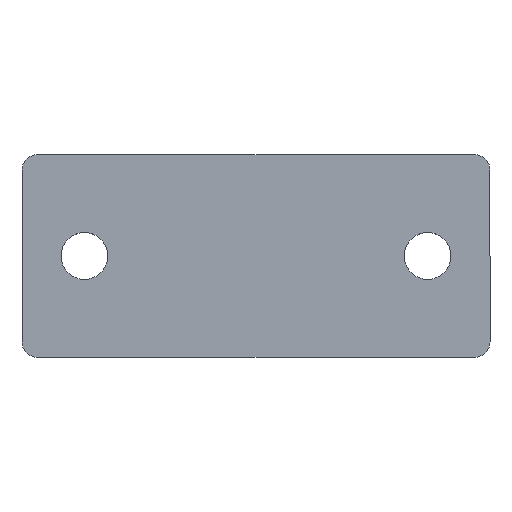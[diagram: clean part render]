
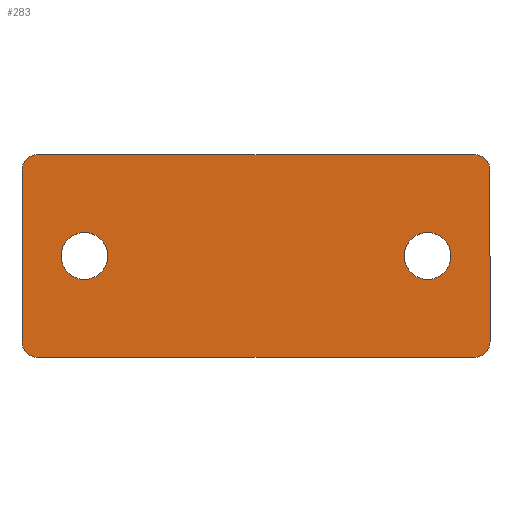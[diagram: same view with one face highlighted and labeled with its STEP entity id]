
A CAD part, top view. The second image highlights one B-rep face of the part: STEP entity #283.
In plain terms, the highlighted planar face has unit normal (0, 0, 1).
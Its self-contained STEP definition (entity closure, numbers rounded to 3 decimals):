
#5 = VERTEX_POINT ( 'NONE', #385 ) ;
#9 = CIRCLE ( 'NONE', #474, 7.5 ) ;
#13 = EDGE_CURVE ( 'NONE', #436, #55, #396, .T. ) ;
#19 = CIRCLE ( 'NONE', #168, 7.5 ) ;
#23 = DIRECTION ( 'NONE',  ( 0., 0., 1. ) ) ;
#26 = DIRECTION ( 'NONE',  ( 1., 0., 0. ) ) ;
#28 = EDGE_CURVE ( 'NONE', #96, #445, #440, .T. ) ;
#29 = CARTESIAN_POINT ( 'NONE',  ( -75., 5., 10. ) ) ;
#30 = DIRECTION ( 'NONE',  ( 1., 0., 0. ) ) ;
#36 = CARTESIAN_POINT ( 'NONE',  ( -70., 65., 10. ) ) ;
#52 = EDGE_CURVE ( 'NONE', #55, #5, #320, .T. ) ;
#55 = VERTEX_POINT ( 'NONE', #303 ) ;
#58 = EDGE_CURVE ( 'NONE', #173, #491, #261, .T. ) ;
#60 = CARTESIAN_POINT ( 'NONE',  ( 70., 5., 10. ) ) ;
#75 = ORIENTED_EDGE ( 'NONE', *, *, #157, .F. ) ;
#77 = EDGE_LOOP ( 'NONE', ( #374, #338 ) ) ;
#78 = DIRECTION ( 'NONE',  ( 0., 0., 1. ) ) ;
#80 = DIRECTION ( 'NONE',  ( 0., 0., 1. ) ) ;
#86 = VERTEX_POINT ( 'NONE', #402 ) ;
#87 = CARTESIAN_POINT ( 'NONE',  ( -62.5, 32.5, 10. ) ) ;
#88 = EDGE_CURVE ( 'NONE', #5, #173, #286, .T. ) ;
#92 = CARTESIAN_POINT ( 'NONE',  ( 75., 5., 10. ) ) ;
#96 = VERTEX_POINT ( 'NONE', #481 ) ;
#97 = EDGE_CURVE ( 'NONE', #441, #346, #9, .T. ) ;
#105 = VERTEX_POINT ( 'NONE', #154 ) ;
#125 = ORIENTED_EDGE ( 'NONE', *, *, #52, .T. ) ;
#138 = PLANE ( 'NONE',  #483 ) ;
#139 = CARTESIAN_POINT ( 'NONE',  ( 70., 60., 10. ) ) ;
#149 = DIRECTION ( 'NONE',  ( 1., 0., 0. ) ) ;
#154 = CARTESIAN_POINT ( 'NONE',  ( -70., 0., 10. ) ) ;
#157 = EDGE_CURVE ( 'NONE', #346, #441, #253, .T. ) ;
#165 = AXIS2_PLACEMENT_3D ( 'NONE', #207, #490, #30 ) ;
#168 = AXIS2_PLACEMENT_3D ( 'NONE', #469, #430, #149 ) ;
#173 = VERTEX_POINT ( 'NONE', #36 ) ;
#177 = AXIS2_PLACEMENT_3D ( 'NONE', #139, #316, #478 ) ;
#182 = FACE_BOUND ( 'NONE', #214, .T. ) ;
#183 = VERTEX_POINT ( 'NONE', #29 ) ;
#187 = EDGE_CURVE ( 'NONE', #105, #86, #325, .T. ) ;
#188 = DIRECTION ( 'NONE',  ( 0., 0., 1. ) ) ;
#204 = DIRECTION ( 'NONE',  ( 1., 0., 0. ) ) ;
#205 = ORIENTED_EDGE ( 'NONE', *, *, #337, .T. ) ;
#207 = CARTESIAN_POINT ( 'NONE',  ( 55., 32.5, 10. ) ) ;
#212 = CARTESIAN_POINT ( 'NONE',  ( -75., 60., 10. ) ) ;
#214 = EDGE_LOOP ( 'NONE', ( #335, #75 ) ) ;
#224 = CARTESIAN_POINT ( 'NONE',  ( -55., 32.5, 10. ) ) ;
#230 = CARTESIAN_POINT ( 'NONE',  ( 75., 65., 10. ) ) ;
#249 = CARTESIAN_POINT ( 'NONE',  ( 55., 32.5, 10. ) ) ;
#253 = CIRCLE ( 'NONE', #165, 7.5 ) ;
#254 = AXIS2_PLACEMENT_3D ( 'NONE', #60, #188, #344 ) ;
#261 = CIRCLE ( 'NONE', #482, 5. ) ;
#265 = CARTESIAN_POINT ( 'NONE',  ( 0., 0., 10. ) ) ;
#267 = CARTESIAN_POINT ( 'NONE',  ( -75., 65., 10. ) ) ;
#272 = ORIENTED_EDGE ( 'NONE', *, *, #13, .T. ) ;
#273 = AXIS2_PLACEMENT_3D ( 'NONE', #224, #23, #308 ) ;
#283 = ADVANCED_FACE ( 'NONE', ( #384, #182, #467 ), #138, .T. ) ;
#286 = LINE ( 'NONE', #358, #506 ) ;
#289 = DIRECTION ( 'NONE',  ( -1., 0., 0. ) ) ;
#295 = VECTOR ( 'NONE', #439, 1000. ) ;
#299 = ORIENTED_EDGE ( 'NONE', *, *, #88, .T. ) ;
#303 = CARTESIAN_POINT ( 'NONE',  ( 75., 60., 10. ) ) ;
#308 = DIRECTION ( 'NONE',  ( 1., 0., 0. ) ) ;
#314 = EDGE_LOOP ( 'NONE', ( #501, #329, #272, #125, #299, #372, #339, #205 ) ) ;
#315 = CARTESIAN_POINT ( 'NONE',  ( -70., 5., 10. ) ) ;
#316 = DIRECTION ( 'NONE',  ( 0., 0., 1. ) ) ;
#317 = CARTESIAN_POINT ( 'NONE',  ( 47.5, 32.5, 10. ) ) ;
#320 = CIRCLE ( 'NONE', #177, 5. ) ;
#325 = LINE ( 'NONE', #480, #295 ) ;
#329 = ORIENTED_EDGE ( 'NONE', *, *, #389, .T. ) ;
#335 = ORIENTED_EDGE ( 'NONE', *, *, #97, .F. ) ;
#337 = EDGE_CURVE ( 'NONE', #183, #105, #456, .T. ) ;
#338 = ORIENTED_EDGE ( 'NONE', *, *, #409, .F. ) ;
#339 = ORIENTED_EDGE ( 'NONE', *, *, #381, .T. ) ;
#344 = DIRECTION ( 'NONE',  ( 1., 0., 0. ) ) ;
#345 = DIRECTION ( 'NONE',  ( 1., 0., 0. ) ) ;
#346 = VERTEX_POINT ( 'NONE', #317 ) ;
#358 = CARTESIAN_POINT ( 'NONE',  ( -75., 65., 10. ) ) ;
#367 = CIRCLE ( 'NONE', #254, 5. ) ;
#372 = ORIENTED_EDGE ( 'NONE', *, *, #58, .T. ) ;
#374 = ORIENTED_EDGE ( 'NONE', *, *, #28, .F. ) ;
#381 = EDGE_CURVE ( 'NONE', #491, #183, #391, .T. ) ;
#384 = FACE_BOUND ( 'NONE', #77, .T. ) ;
#385 = CARTESIAN_POINT ( 'NONE',  ( 70., 65., 10. ) ) ;
#389 = EDGE_CURVE ( 'NONE', #86, #436, #367, .T. ) ;
#391 = LINE ( 'NONE', #267, #475 ) ;
#393 = DIRECTION ( 'NONE',  ( 0., 1., 0. ) ) ;
#396 = LINE ( 'NONE', #230, #517 ) ;
#402 = CARTESIAN_POINT ( 'NONE',  ( 70., 0., 10. ) ) ;
#409 = EDGE_CURVE ( 'NONE', #445, #96, #19, .T. ) ;
#412 = CARTESIAN_POINT ( 'NONE',  ( 62.5, 32.5, 10. ) ) ;
#413 = AXIS2_PLACEMENT_3D ( 'NONE', #315, #477, #26 ) ;
#424 = DIRECTION ( 'NONE',  ( 0., 0., 1. ) ) ;
#426 = DIRECTION ( 'NONE',  ( 0., -1., 0. ) ) ;
#430 = DIRECTION ( 'NONE',  ( 0., 0., 1. ) ) ;
#436 = VERTEX_POINT ( 'NONE', #92 ) ;
#439 = DIRECTION ( 'NONE',  ( 1., 0., 0. ) ) ;
#440 = CIRCLE ( 'NONE', #273, 7.5 ) ;
#441 = VERTEX_POINT ( 'NONE', #412 ) ;
#442 = DIRECTION ( 'NONE',  ( 1., 0., 0. ) ) ;
#444 = CARTESIAN_POINT ( 'NONE',  ( -70., 60., 10. ) ) ;
#445 = VERTEX_POINT ( 'NONE', #87 ) ;
#456 = CIRCLE ( 'NONE', #413, 5. ) ;
#467 = FACE_OUTER_BOUND ( 'NONE', #314, .T. ) ;
#469 = CARTESIAN_POINT ( 'NONE',  ( -55., 32.5, 10. ) ) ;
#474 = AXIS2_PLACEMENT_3D ( 'NONE', #249, #78, #204 ) ;
#475 = VECTOR ( 'NONE', #426, 1000. ) ;
#477 = DIRECTION ( 'NONE',  ( 0., 0., 1. ) ) ;
#478 = DIRECTION ( 'NONE',  ( 1., 0., 0. ) ) ;
#480 = CARTESIAN_POINT ( 'NONE',  ( -75., 0., 10. ) ) ;
#481 = CARTESIAN_POINT ( 'NONE',  ( -47.5, 32.5, 10. ) ) ;
#482 = AXIS2_PLACEMENT_3D ( 'NONE', #444, #80, #442 ) ;
#483 = AXIS2_PLACEMENT_3D ( 'NONE', #265, #424, #345 ) ;
#490 = DIRECTION ( 'NONE',  ( 0., 0., 1. ) ) ;
#491 = VERTEX_POINT ( 'NONE', #212 ) ;
#501 = ORIENTED_EDGE ( 'NONE', *, *, #187, .T. ) ;
#506 = VECTOR ( 'NONE', #289, 1000. ) ;
#517 = VECTOR ( 'NONE', #393, 1000. ) ;
